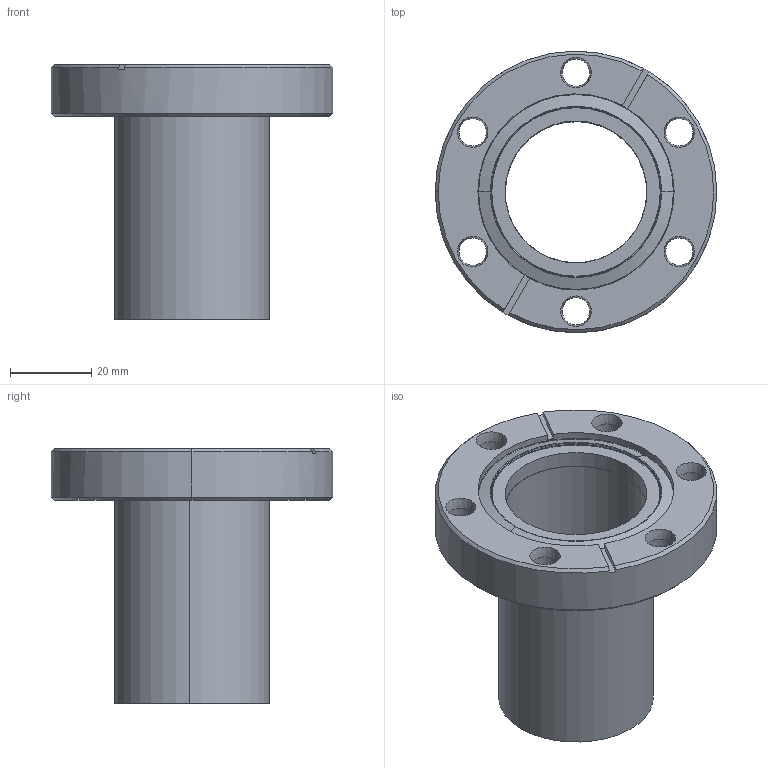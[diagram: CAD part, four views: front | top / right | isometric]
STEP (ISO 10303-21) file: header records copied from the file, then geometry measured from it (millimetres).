
FILE_DESCRIPTION (( 'STEP AP214' ), '1' );
FILE_NAME ('401002.STEP', '2024-01-01T06:07:59', ( '' ), ( '' ), 'SwSTEP 2.0', 'SolidWorks 2022', '' );
FILE_SCHEMA (( 'AUTOMOTIVE_DESIGN' ));
Length unit declared in the file: inch
Products named in the file (3): 110014-REV.A; 401002; 940102
Assembly tree (2 placements, depth 2):
  401002
    110014-REV.A
    940102
Bounding box: 69.34 x 69.34 x 62.71 mm (x, y, z)
Volume: 41013.3 mm3; surface area: 24523.4 mm2
Topology: 2 solids, 2 shells, 80 faces, 184 edges, 109 vertices
Faces by surface type: cone 35, cylinder 24, plane 13, torus 8
Entity records: 2427 total; most frequent: DIRECTION 457, CARTESIAN_POINT 390, ORIENTED_EDGE 368, AXIS2_PLACEMENT_3D 192, EDGE_CURVE 184, VERTEX_POINT 109, CIRCLE 107, EDGE_LOOP 97
